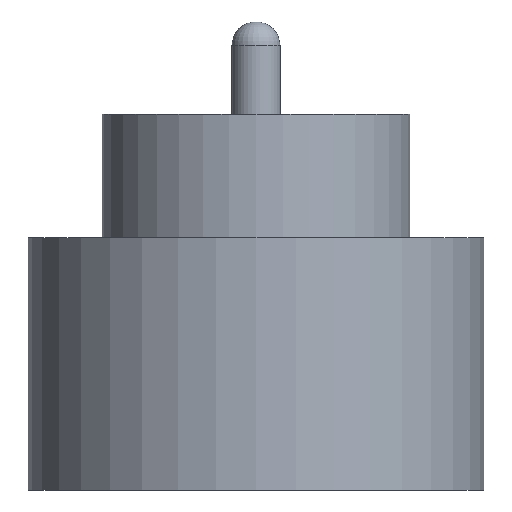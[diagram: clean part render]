
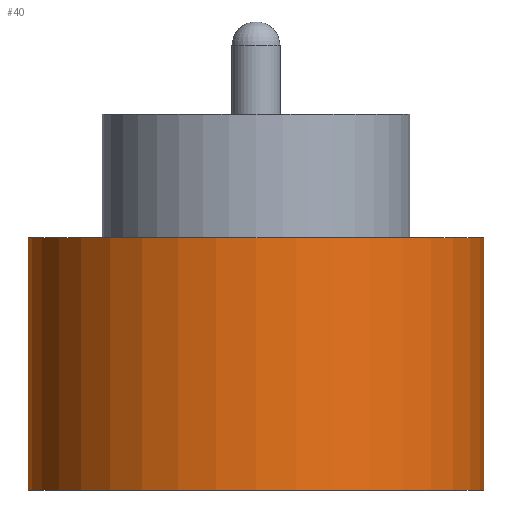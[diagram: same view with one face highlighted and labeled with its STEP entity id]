
A CAD part, front view. The second image highlights one B-rep face of the part: STEP entity #40.
In plain terms, the highlighted cylindrical face has radius 1.85 mm (diameter 3.7 mm), a partial arc.
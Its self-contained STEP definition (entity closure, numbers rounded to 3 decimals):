
#31 = EDGE_LOOP ( 'NONE', ( #213, #685, #851, #119 ) ) ;
#40 = ADVANCED_FACE ( 'NONE', ( #668 ), #675, .T. ) ;
#74 = DIRECTION ( 'NONE',  ( -1., 0., 0. ) ) ;
#77 = VERTEX_POINT ( 'NONE', #848 ) ;
#95 = VECTOR ( 'NONE', #141, 1000. ) ;
#119 = ORIENTED_EDGE ( 'NONE', *, *, #688, .T. ) ;
#138 = EDGE_CURVE ( 'NONE', #888, #361, #187, .T. ) ;
#140 = CIRCLE ( 'NONE', #473, 1.85 ) ;
#141 = DIRECTION ( 'NONE',  ( 0., 0., -1. ) ) ;
#166 = VECTOR ( 'NONE', #862, 1000. ) ;
#187 = LINE ( 'NONE', #653, #166 ) ;
#205 = CARTESIAN_POINT ( 'NONE',  ( 1.85, 0., 2.55 ) ) ;
#208 = LINE ( 'NONE', #205, #95 ) ;
#213 = ORIENTED_EDGE ( 'NONE', *, *, #489, .F. ) ;
#227 = CARTESIAN_POINT ( 'NONE',  ( 0., 0., -0.5 ) ) ;
#281 = CARTESIAN_POINT ( 'NONE',  ( 0., 0., 1.55 ) ) ;
#361 = VERTEX_POINT ( 'NONE', #593 ) ;
#384 = EDGE_CURVE ( 'NONE', #888, #709, #618, .T. ) ;
#415 = AXIS2_PLACEMENT_3D ( 'NONE', #281, #548, #890 ) ;
#435 = CARTESIAN_POINT ( 'NONE',  ( 0., 0., 2.55 ) ) ;
#473 = AXIS2_PLACEMENT_3D ( 'NONE', #227, #641, #704 ) ;
#489 = EDGE_CURVE ( 'NONE', #709, #77, #208, .T. ) ;
#548 = DIRECTION ( 'NONE',  ( 0., 0., 1. ) ) ;
#593 = CARTESIAN_POINT ( 'NONE',  ( -1.85, 0., -0.5 ) ) ;
#618 = CIRCLE ( 'NONE', #415, 1.85 ) ;
#632 = DIRECTION ( 'NONE',  ( 0., 0., -1. ) ) ;
#641 = DIRECTION ( 'NONE',  ( 0., 0., 1. ) ) ;
#653 = CARTESIAN_POINT ( 'NONE',  ( -1.85, 0., 2.55 ) ) ;
#668 = FACE_OUTER_BOUND ( 'NONE', #31, .T. ) ;
#675 = CYLINDRICAL_SURFACE ( 'NONE', #768, 1.85 ) ;
#685 = ORIENTED_EDGE ( 'NONE', *, *, #384, .F. ) ;
#688 = EDGE_CURVE ( 'NONE', #361, #77, #140, .T. ) ;
#704 = DIRECTION ( 'NONE',  ( 1., 0., 0. ) ) ;
#709 = VERTEX_POINT ( 'NONE', #857 ) ;
#754 = CARTESIAN_POINT ( 'NONE',  ( -1.85, 0., 1.55 ) ) ;
#768 = AXIS2_PLACEMENT_3D ( 'NONE', #435, #632, #74 ) ;
#848 = CARTESIAN_POINT ( 'NONE',  ( 1.85, 0., -0.5 ) ) ;
#851 = ORIENTED_EDGE ( 'NONE', *, *, #138, .T. ) ;
#857 = CARTESIAN_POINT ( 'NONE',  ( 1.85, 0., 1.55 ) ) ;
#862 = DIRECTION ( 'NONE',  ( 0., 0., -1. ) ) ;
#888 = VERTEX_POINT ( 'NONE', #754 ) ;
#890 = DIRECTION ( 'NONE',  ( 1., 0., 0. ) ) ;
